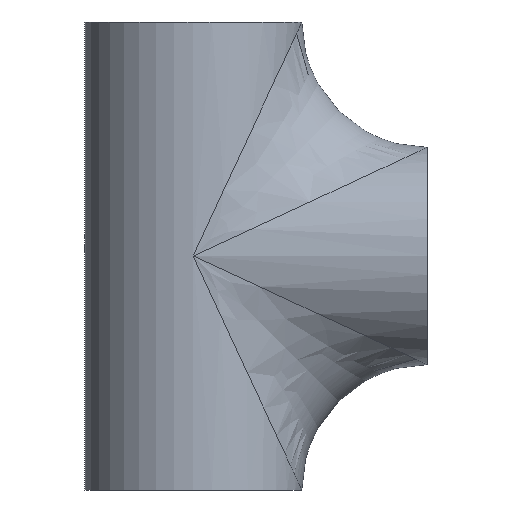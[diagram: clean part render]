
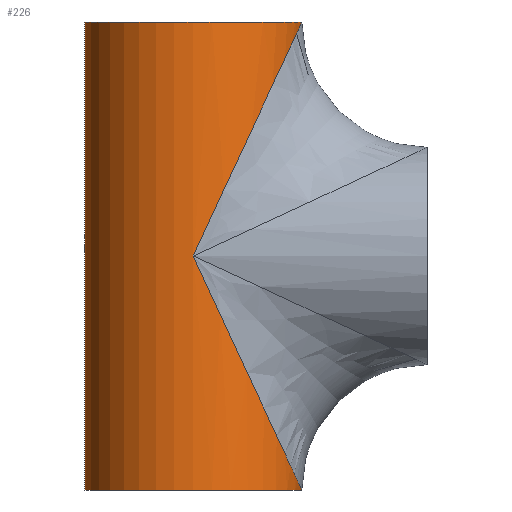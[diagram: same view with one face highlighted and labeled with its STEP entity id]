
A CAD part, front view. The second image highlights one B-rep face of the part: STEP entity #226.
In plain terms, the highlighted cylindrical face has radius 13.45 mm (diameter 26.9 mm), a partial arc.
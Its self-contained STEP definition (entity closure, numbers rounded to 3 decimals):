
#7 = CARTESIAN_POINT ( 'NONE',  ( 0., -13.45, 0. ) ) ;
#12 = ORIENTED_EDGE ( 'NONE', *, *, #381, .T. ) ;
#81 =( BOUNDED_CURVE ( )  B_SPLINE_CURVE ( 3, ( #328, #830, #655, #663 ),
 .UNSPECIFIED., .F., .F. ) 
 B_SPLINE_CURVE_WITH_KNOTS ( ( 4, 4 ),
 ( 1.571, 3.142 ),
 .UNSPECIFIED. ) 
 CURVE ( )  GEOMETRIC_REPRESENTATION_ITEM ( )  RATIONAL_B_SPLINE_CURVE ( ( 1., 0.805, 0.805, 1. ) ) 
 REPRESENTATION_ITEM ( '' )  );
#104 = DIRECTION ( 'NONE',  ( 1., 0., 0. ) ) ;
#118 = CIRCLE ( 'NONE', #796, 13.45 ) ;
#160 = CARTESIAN_POINT ( 'NONE',  ( -13.45, 0., -29. ) ) ;
#163 = EDGE_CURVE ( 'NONE', #1002, #182, #81, .T. ) ;
#167 = AXIS2_PLACEMENT_3D ( 'NONE', #727, #319, #560 ) ;
#182 = VERTEX_POINT ( 'NONE', #740 ) ;
#200 = VERTEX_POINT ( 'NONE', #579 ) ;
#226 = ADVANCED_FACE ( 'NONE', ( #336 ), #1065, .T. ) ;
#262 = EDGE_LOOP ( 'NONE', ( #874, #920, #12, #670, #635 ) ) ;
#271 = DIRECTION ( 'NONE',  ( 0., 0., 1. ) ) ;
#319 = DIRECTION ( 'NONE',  ( 0., 0., 1. ) ) ;
#320 = CARTESIAN_POINT ( 'NONE',  ( 0., -13.45, 0. ) ) ;
#328 = CARTESIAN_POINT ( 'NONE',  ( 0., -13.45, 0. ) ) ;
#336 = FACE_OUTER_BOUND ( 'NONE', #262, .T. ) ;
#338 = DIRECTION ( 'NONE',  ( 0., 0., -1. ) ) ;
#381 = EDGE_CURVE ( 'NONE', #384, #200, #746, .T. ) ;
#384 = VERTEX_POINT ( 'NONE', #160 ) ;
#417 = EDGE_CURVE ( 'NONE', #426, #182, #118, .T. ) ;
#418 = DIRECTION ( 'NONE',  ( 0., 0., -1. ) ) ;
#426 = VERTEX_POINT ( 'NONE', #690 ) ;
#429 = CARTESIAN_POINT ( 'NONE',  ( 0., 0., 29. ) ) ;
#490 = CARTESIAN_POINT ( 'NONE',  ( 13.45, -7.879, -29. ) ) ;
#498 = LINE ( 'NONE', #823, #677 ) ;
#560 = DIRECTION ( 'NONE',  ( 1., 0., 0. ) ) ;
#579 = CARTESIAN_POINT ( 'NONE',  ( 13.45, 0., -29. ) ) ;
#635 = ORIENTED_EDGE ( 'NONE', *, *, #163, .T. ) ;
#650 = DIRECTION ( 'NONE',  ( -1., 0., 0. ) ) ;
#655 = CARTESIAN_POINT ( 'NONE',  ( 13.45, -7.879, 29. ) ) ;
#663 = CARTESIAN_POINT ( 'NONE',  ( 13.45, 0., 29. ) ) ;
#670 = ORIENTED_EDGE ( 'NONE', *, *, #966, .T. ) ;
#677 = VECTOR ( 'NONE', #338, 1000. ) ;
#690 = CARTESIAN_POINT ( 'NONE',  ( -13.45, 0., 29. ) ) ;
#727 = CARTESIAN_POINT ( 'NONE',  ( 0., 0., -29. ) ) ;
#740 = CARTESIAN_POINT ( 'NONE',  ( 13.45, 0., 29. ) ) ;
#746 = CIRCLE ( 'NONE', #167, 13.45 ) ;
#751 = CARTESIAN_POINT ( 'NONE',  ( 13.45, 0., -29. ) ) ;
#796 = AXIS2_PLACEMENT_3D ( 'NONE', #429, #271, #104 ) ;
#809 = EDGE_CURVE ( 'NONE', #426, #384, #498, .T. ) ;
#815 = CARTESIAN_POINT ( 'NONE',  ( 0., 0., 29. ) ) ;
#819 =( BOUNDED_CURVE ( )  B_SPLINE_CURVE ( 3, ( #751, #490, #980, #7 ),
 .UNSPECIFIED., .F., .F. ) 
 B_SPLINE_CURVE_WITH_KNOTS ( ( 4, 4 ),
 ( 3.142, 4.712 ),
 .UNSPECIFIED. ) 
 CURVE ( )  GEOMETRIC_REPRESENTATION_ITEM ( )  RATIONAL_B_SPLINE_CURVE ( ( 1., 0.805, 0.805, 1. ) ) 
 REPRESENTATION_ITEM ( '' )  );
#823 = CARTESIAN_POINT ( 'NONE',  ( -13.45, 0., 29. ) ) ;
#830 = CARTESIAN_POINT ( 'NONE',  ( 7.879, -13.45, 16.988 ) ) ;
#874 = ORIENTED_EDGE ( 'NONE', *, *, #417, .F. ) ;
#920 = ORIENTED_EDGE ( 'NONE', *, *, #809, .T. ) ;
#966 = EDGE_CURVE ( 'NONE', #200, #1002, #819, .T. ) ;
#980 = CARTESIAN_POINT ( 'NONE',  ( 7.879, -13.45, -16.988 ) ) ;
#1002 = VERTEX_POINT ( 'NONE', #320 ) ;
#1013 = AXIS2_PLACEMENT_3D ( 'NONE', #815, #418, #650 ) ;
#1065 = CYLINDRICAL_SURFACE ( 'NONE', #1013, 13.45 ) ;
